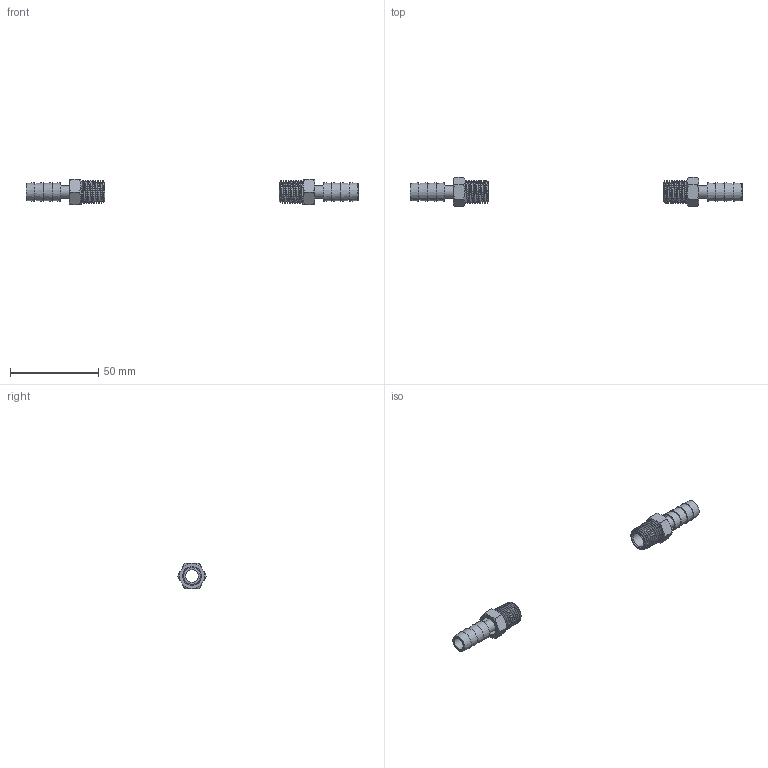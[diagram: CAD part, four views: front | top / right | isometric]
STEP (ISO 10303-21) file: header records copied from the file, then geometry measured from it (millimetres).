
FILE_DESCRIPTION(/* description */ (''),/* implementation_level */ '2;1');
FILE_NAME(/* name */ 'Barb Fittings.step',/* time_stamp */ '2024-09-06T10:29:50-07:00',/* author */ (''),/* organization */ (''),/* preprocessor_version */ 'ST-DEVELOPER v19.2',/* originating_system */ 'Autodesk Translation Framework v12.4.0.73',/* authorisation */ '');
FILE_SCHEMA (('AUTOMOTIVE_DESIGN { 1 0 10303 214 3 1 1 }'));
Length unit declared in the file: millimetre
Products named in the file (2): (Unsaved); McMaster 5346K19 3/8" Hose x 3/8"NPT
Assembly tree (1 placements, depth 2):
  (Unsaved)
    McMaster 5346K19 3/8" Hose x 3/8"NPT
Bounding box: 188.14 x 16.5 x 14.29 mm (x, y, z)
Volume: 5207.4 mm3; surface area: 6663.9 mm2
Topology: 2 solids, 2 shells, 104 faces, 240 edges, 152 vertices
Faces by surface type: cone 62, plane 28, bspline 6, torus 4, cylinder 4
Full cylindrical faces by diameter (mm): 7.137 x2, 8.712 x2
Entity records: 14508 total; most frequent: CARTESIAN_POINT 12290, ORIENTED_EDGE 480, DIRECTION 414, EDGE_CURVE 240, AXIS2_PLACEMENT_3D 181, VERTEX_POINT 152, EDGE_LOOP 120, FACE_OUTER_BOUND 104
